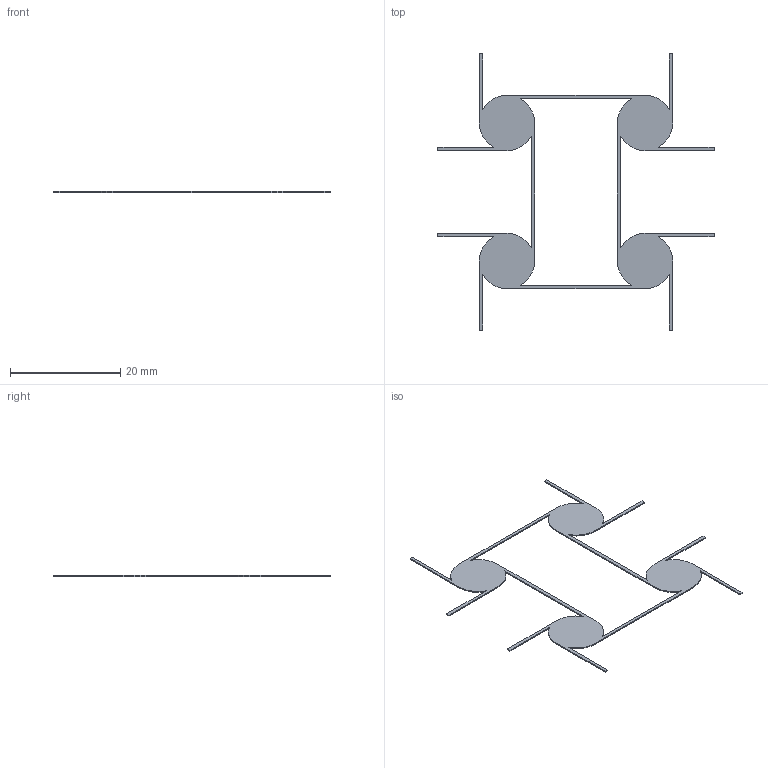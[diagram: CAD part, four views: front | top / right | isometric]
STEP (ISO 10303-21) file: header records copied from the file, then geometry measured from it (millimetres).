
FILE_DESCRIPTION((''),'2;1');
FILE_NAME('ATAC','2023-02-24T',('matfleisch'),(''),'PRO/ENGINEER BY PARAMETRIC TECHNOLOGY CORPORATION, 2013150','PRO/ENGINEER BY PARAMETRIC TECHNOLOGY CORPORATION, 2013150','');
FILE_SCHEMA(('CONFIG_CONTROL_DESIGN'));
Length unit declared in the file: millimetre
Products named in the file (1): ATAC
Bounding box: 50 x 50 x 0.2 mm (x, y, z)
Volume: 83.8 mm3; surface area: 928.1 mm2
Topology: 1 solids, 1 shells, 50 faces, 144 edges, 96 vertices
Faces by surface type: plane 34, cylinder 16
Entity records: 1682 total; most frequent: CARTESIAN_POINT 290, ORIENTED_EDGE 288, DIRECTION 276, EDGE_CURVE 144, VECTOR 112, LINE 112, VERTEX_POINT 96, AXIS2_PLACEMENT_3D 82
